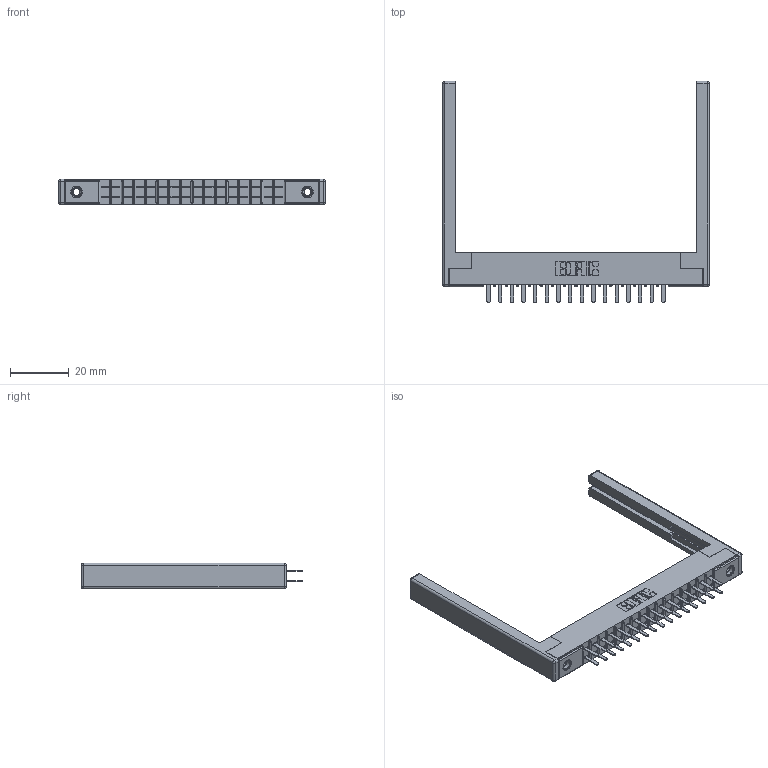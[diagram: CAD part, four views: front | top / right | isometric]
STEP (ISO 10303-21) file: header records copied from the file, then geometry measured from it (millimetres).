
FILE_DESCRIPTION (( 'STEP AP203' ), '1' );
FILE_NAME ('315-032-520-268.STEP', '2019-09-10T15:37:39', ( '' ), ( '' ), 'SwSTEP 2.0', 'SolidWorks 2016', '' );
FILE_SCHEMA (( 'CONFIG_CONTROL_DESIGN' ));
Length unit declared in the file: inch
Products named in the file (5): 307-220-068; 305-290-001_520; 305 Part_.156 Dia; 345-250-001_345-250-001-102; 315-032-520-268
Assembly tree (37 placements, depth 2):
  315-032-520-268
    305 Part_.156 Dia
    305-290-001_520  x32
    345-250-001_345-250-001-102  x2
    307-220-068  x2
Bounding box: 90.83 x 75.39 x 8.71 mm (x, y, z)
Volume: 10280.4 mm3; surface area: 14468.9 mm2
Topology: 37 solids, 37 shells, 1742 faces, 4914 edges, 3168 vertices
Faces by surface type: plane 1020, cylinder 634, sphere 72, cone 12, torus 4
Entity records: 23128 total; most frequent: CARTESIAN_POINT 3799, ORIENTED_EDGE 3758, DIRECTION 3715, EDGE_CURVE 1879, VECTOR 1483, LINE 1483, VERTEX_POINT 1200, AXIS2_PLACEMENT_3D 1116
